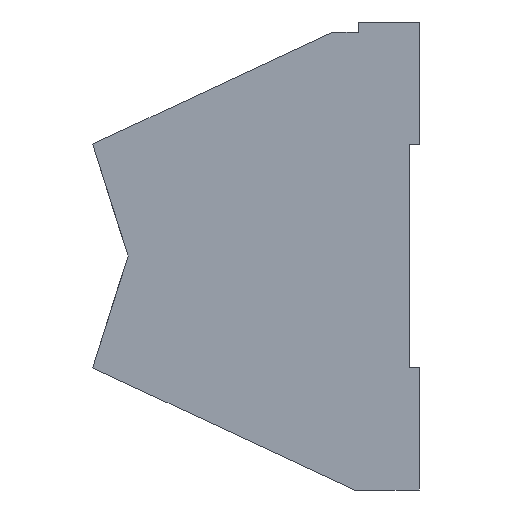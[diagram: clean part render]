
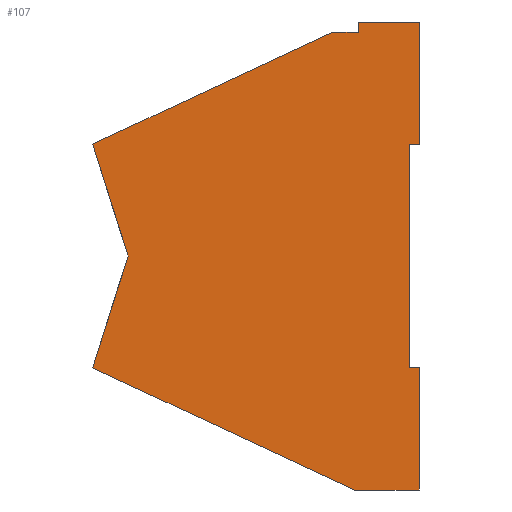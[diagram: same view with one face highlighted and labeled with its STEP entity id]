
A CAD part, left-side view. The second image highlights one B-rep face of the part: STEP entity #107.
In plain terms, the highlighted planar face has unit normal (-1, 0, 0).
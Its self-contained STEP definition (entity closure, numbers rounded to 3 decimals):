
#107 = ADVANCED_FACE( '', ( #229 ), #230, .F. );
#229 = FACE_OUTER_BOUND( '', #359, .T. );
#230 = PLANE( '', #360 );
#359 = EDGE_LOOP( '', ( #613, #614, #615, #616, #617, #618, #619, #620, #621, #622, #623, #624, #625 ) );
#360 = AXIS2_PLACEMENT_3D( '', #626, #627, #628 );
#613 = ORIENTED_EDGE( '', *, *, #831, .F. );
#614 = ORIENTED_EDGE( '', *, *, #882, .F. );
#615 = ORIENTED_EDGE( '', *, *, #883, .F. );
#616 = ORIENTED_EDGE( '', *, *, #884, .F. );
#617 = ORIENTED_EDGE( '', *, *, #885, .F. );
#618 = ORIENTED_EDGE( '', *, *, #879, .F. );
#619 = ORIENTED_EDGE( '', *, *, #886, .F. );
#620 = ORIENTED_EDGE( '', *, *, #887, .F. );
#621 = ORIENTED_EDGE( '', *, *, #778, .F. );
#622 = ORIENTED_EDGE( '', *, *, #795, .F. );
#623 = ORIENTED_EDGE( '', *, *, #888, .F. );
#624 = ORIENTED_EDGE( '', *, *, #889, .F. );
#625 = ORIENTED_EDGE( '', *, *, #890, .F. );
#626 = CARTESIAN_POINT( '', ( 0., 0., 0. ) );
#627 = DIRECTION( '', ( 1., 0., 0. ) );
#628 = DIRECTION( '', ( 0., 0., -1. ) );
#778 = EDGE_CURVE( '', #922, #923, #924, .T. );
#795 = EDGE_CURVE( '', #953, #922, #954, .T. );
#831 = EDGE_CURVE( '', #1014, #1015, #1016, .T. );
#879 = EDGE_CURVE( '', #1076, #1078, #1079, .T. );
#882 = EDGE_CURVE( '', #1082, #1014, #1083, .T. );
#883 = EDGE_CURVE( '', #1084, #1082, #1085, .T. );
#884 = EDGE_CURVE( '', #1086, #1084, #1087, .T. );
#885 = EDGE_CURVE( '', #1078, #1086, #1088, .T. );
#886 = EDGE_CURVE( '', #1089, #1076, #1090, .T. );
#887 = EDGE_CURVE( '', #923, #1089, #1091, .T. );
#888 = EDGE_CURVE( '', #1092, #953, #1093, .T. );
#889 = EDGE_CURVE( '', #1094, #1092, #1095, .T. );
#890 = EDGE_CURVE( '', #1015, #1094, #1096, .T. );
#922 = VERTEX_POINT( '', #1128 );
#923 = VERTEX_POINT( '', #1129 );
#924 = LINE( '', #1130, #1131 );
#953 = VERTEX_POINT( '', #1165 );
#954 = LINE( '', #1166, #1167 );
#1014 = VERTEX_POINT( '', #1252 );
#1015 = VERTEX_POINT( '', #1253 );
#1016 = LINE( '', #1254, #1255 );
#1076 = VERTEX_POINT( '', #1326 );
#1078 = VERTEX_POINT( '', #1329 );
#1079 = LINE( '', #1330, #1331 );
#1082 = VERTEX_POINT( '', #1335 );
#1083 = LINE( '', #1336, #1337 );
#1084 = VERTEX_POINT( '', #1338 );
#1085 = LINE( '', #1339, #1340 );
#1086 = VERTEX_POINT( '', #1341 );
#1087 = LINE( '', #1342, #1343 );
#1088 = LINE( '', #1344, #1345 );
#1089 = VERTEX_POINT( '', #1346 );
#1090 = LINE( '', #1347, #1348 );
#1091 = LINE( '', #1349, #1350 );
#1092 = VERTEX_POINT( '', #1351 );
#1093 = LINE( '', #1352, #1353 );
#1094 = VERTEX_POINT( '', #1354 );
#1095 = LINE( '', #1355, #1356 );
#1096 = LINE( '', #1357, #1358 );
#1128 = CARTESIAN_POINT( '', ( 0., 0., -5.5 ) );
#1129 = CARTESIAN_POINT( '', ( 0., 0., -11.5 ) );
#1130 = CARTESIAN_POINT( '', ( 0., 0., -5.5 ) );
#1131 = VECTOR( '', #1402, 1000. );
#1165 = CARTESIAN_POINT( '', ( 0., 0.5, -5.5 ) );
#1166 = CARTESIAN_POINT( '', ( 0., 0.5, -5.5 ) );
#1167 = VECTOR( '', #1432, 1000. );
#1252 = CARTESIAN_POINT( '', ( 0., 3., 11.5 ) );
#1253 = CARTESIAN_POINT( '', ( 0., 0., 11.5 ) );
#1254 = CARTESIAN_POINT( '', ( 0., 3., 11.5 ) );
#1255 = VECTOR( '', #1473, 1000. );
#1326 = CARTESIAN_POINT( '', ( 0., 16.045, -5.5 ) );
#1329 = CARTESIAN_POINT( '', ( 0., 14.311, 0. ) );
#1330 = CARTESIAN_POINT( '', ( 0., 16.045, -5.5 ) );
#1331 = VECTOR( '', #1552, 1000. );
#1335 = CARTESIAN_POINT( '', ( 0., 3., 11. ) );
#1336 = CARTESIAN_POINT( '', ( 0., 3., 11. ) );
#1337 = VECTOR( '', #1554, 1000. );
#1338 = CARTESIAN_POINT( '', ( 0., 4.25, 11. ) );
#1339 = CARTESIAN_POINT( '', ( 0., 4.25, 11. ) );
#1340 = VECTOR( '', #1555, 1000. );
#1341 = CARTESIAN_POINT( '', ( 0., 16.045, 5.5 ) );
#1342 = CARTESIAN_POINT( '', ( 0., 16.045, 5.5 ) );
#1343 = VECTOR( '', #1556, 1000. );
#1344 = CARTESIAN_POINT( '', ( 0., 14.311, 0. ) );
#1345 = VECTOR( '', #1557, 1000. );
#1346 = CARTESIAN_POINT( '', ( 0., 3.178, -11.5 ) );
#1347 = CARTESIAN_POINT( '', ( 0., 3.178, -11.5 ) );
#1348 = VECTOR( '', #1558, 1000. );
#1349 = CARTESIAN_POINT( '', ( 0., 0., -11.5 ) );
#1350 = VECTOR( '', #1559, 1000. );
#1351 = CARTESIAN_POINT( '', ( 0., 0.5, 5.5 ) );
#1352 = CARTESIAN_POINT( '', ( 0., 0.5, 5.5 ) );
#1353 = VECTOR( '', #1560, 1000. );
#1354 = CARTESIAN_POINT( '', ( 0., 0., 5.5 ) );
#1355 = CARTESIAN_POINT( '', ( 0., 0., 5.5 ) );
#1356 = VECTOR( '', #1561, 1000. );
#1357 = CARTESIAN_POINT( '', ( 0., 0., 11.5 ) );
#1358 = VECTOR( '', #1562, 1000. );
#1402 = DIRECTION( '', ( 0., 0., -1. ) );
#1432 = DIRECTION( '', ( 0., -1., 0. ) );
#1473 = DIRECTION( '', ( 0., -1., 0. ) );
#1552 = DIRECTION( '', ( 0., -0.301, 0.954 ) );
#1554 = DIRECTION( '', ( 0., 0., 1. ) );
#1555 = DIRECTION( '', ( 0., -1., 0. ) );
#1556 = DIRECTION( '', ( 0., -0.906, 0.423 ) );
#1557 = DIRECTION( '', ( 0., 0.301, 0.954 ) );
#1558 = DIRECTION( '', ( 0., 0.906, 0.423 ) );
#1559 = DIRECTION( '', ( 0., 1., 0. ) );
#1560 = DIRECTION( '', ( 0., 0., -1. ) );
#1561 = DIRECTION( '', ( 0., 1., 0. ) );
#1562 = DIRECTION( '', ( 0., 0., -1. ) );
